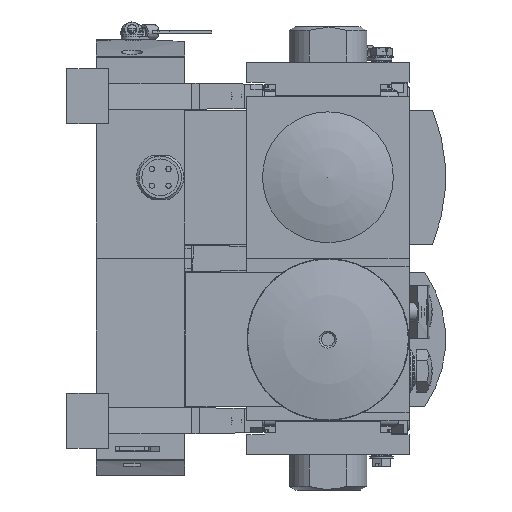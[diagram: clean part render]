
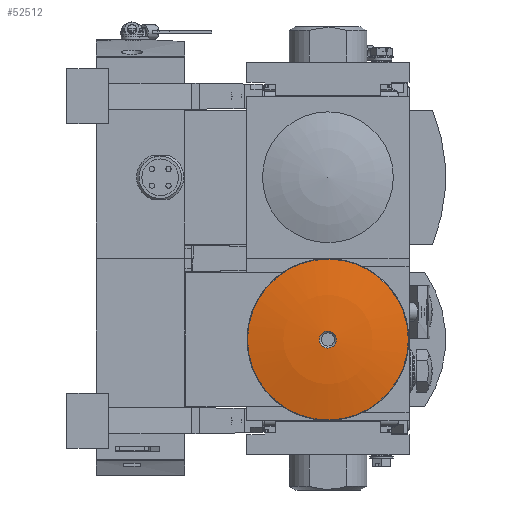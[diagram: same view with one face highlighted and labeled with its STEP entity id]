
A CAD part, front view. The second image highlights one B-rep face of the part: STEP entity #52512.
In plain terms, the highlighted toroidal (fillet/blend) face has major radius 0.393 mm and minor radius 150 mm.
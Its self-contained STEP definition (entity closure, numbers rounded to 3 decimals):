
#219=DEGENERATE_TOROIDAL_SURFACE('',#55945,0.393,150.,
 .F.);
#2159=CIRCLE('',#55944,3.256);
#2160=CIRCLE('',#55946,30.742);
#9942=ORIENTED_EDGE('',*,*,#18529,.T.);
#9943=ORIENTED_EDGE('',*,*,#18528,.F.);
#18528=EDGE_CURVE('',#23428,#23428,#2159,.T.);
#18529=EDGE_CURVE('',#23429,#23429,#2160,.T.);
#23428=VERTEX_POINT('',#78006);
#23429=VERTEX_POINT('',#78009);
#35277=EDGE_LOOP('',(#9942));
#35278=EDGE_LOOP('',(#9943));
#38186=FACE_BOUND('',#35277,.T.);
#38187=FACE_BOUND('',#35278,.T.);
#52512=ADVANCED_FACE('',(#38186,#38187),#219,.F.);
#55944=AXIS2_PLACEMENT_3D('',#78005,#64866,#64867);
#55945=AXIS2_PLACEMENT_3D('',#78007,#64868,#64869);
#55946=AXIS2_PLACEMENT_3D('',#78008,#64870,#64871);
#64866=DIRECTION('',(0.,-1.,0.));
#64867=DIRECTION('',(0.,0.,-1.));
#64868=DIRECTION('',(0.,-1.,0.));
#64869=DIRECTION('',(0.,0.,-1.));
#64870=DIRECTION('',(0.,-1.,0.));
#64871=DIRECTION('',(0.,0.,-1.));
#78005=CARTESIAN_POINT('',(0.,-185.456,0.));
#78006=CARTESIAN_POINT('',(0.,-185.456,-3.256));
#78007=CARTESIAN_POINT('',(0.,-35.501,0.));
#78008=CARTESIAN_POINT('',(0.,-182.234,0.));
#78009=CARTESIAN_POINT('',(0.,-182.234,-30.742));
